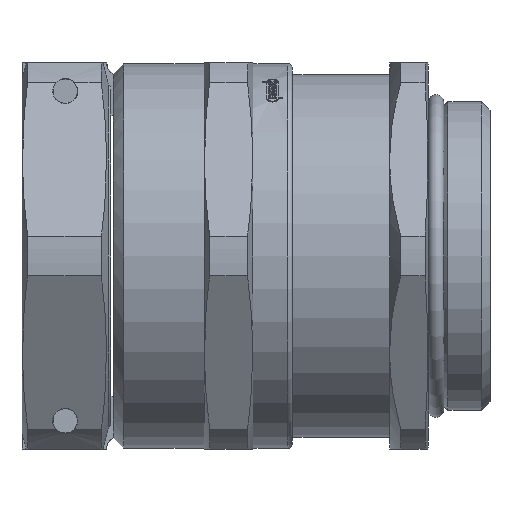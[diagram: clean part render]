
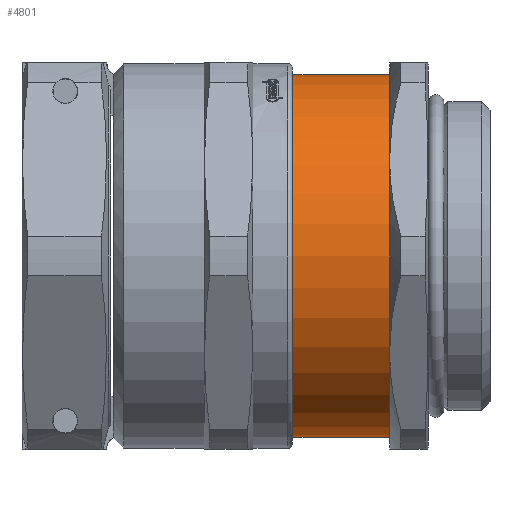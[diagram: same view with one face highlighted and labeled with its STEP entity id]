
A CAD part, front view. The second image highlights one B-rep face of the part: STEP entity #4801.
In plain terms, the highlighted cylindrical face has radius 23.5 mm (diameter 47 mm), a full revolution.
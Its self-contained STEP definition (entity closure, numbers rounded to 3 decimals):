
#1020=FACE_BOUND('',#1401,.T.);
#1098=FACE_OUTER_BOUND('',#1400,.T.);
#1400=EDGE_LOOP('',(#3285));
#1401=EDGE_LOOP('',(#3286));
#1766=CIRCLE('',#5151,23.5);
#1768=CIRCLE('',#5154,23.5);
#2053=VERTEX_POINT('',#7311);
#2055=VERTEX_POINT('',#7316);
#2555=EDGE_CURVE('',#2053,#2053,#1766,.T.);
#2557=EDGE_CURVE('',#2055,#2055,#1768,.T.);
#3285=ORIENTED_EDGE('',*,*,#2557,.F.);
#3286=ORIENTED_EDGE('',*,*,#2555,.T.);
#4720=CYLINDRICAL_SURFACE('',#5153,23.5);
#4801=ADVANCED_FACE('',(#1098,#1020),#4720,.T.);
#5151=AXIS2_PLACEMENT_3D('',#7312,#5782,#5783);
#5153=AXIS2_PLACEMENT_3D('',#7315,#5786,#5787);
#5154=AXIS2_PLACEMENT_3D('',#7317,#5788,#5789);
#5782=DIRECTION('center_axis',(1.,0.,0.));
#5783=DIRECTION('ref_axis',(0.,0.,-1.));
#5786=DIRECTION('center_axis',(1.,0.,0.));
#5787=DIRECTION('ref_axis',(0.,1.,0.));
#5788=DIRECTION('center_axis',(1.,0.,0.));
#5789=DIRECTION('ref_axis',(0.,1.,0.));
#7311=CARTESIAN_POINT('',(-26.561,23.5,0.));
#7312=CARTESIAN_POINT('Origin',(-26.561,0.,0.));
#7315=CARTESIAN_POINT('Origin',(-19.781,0.,0.));
#7316=CARTESIAN_POINT('',(-13.,23.5,0.));
#7317=CARTESIAN_POINT('Origin',(-13.,0.,0.));
